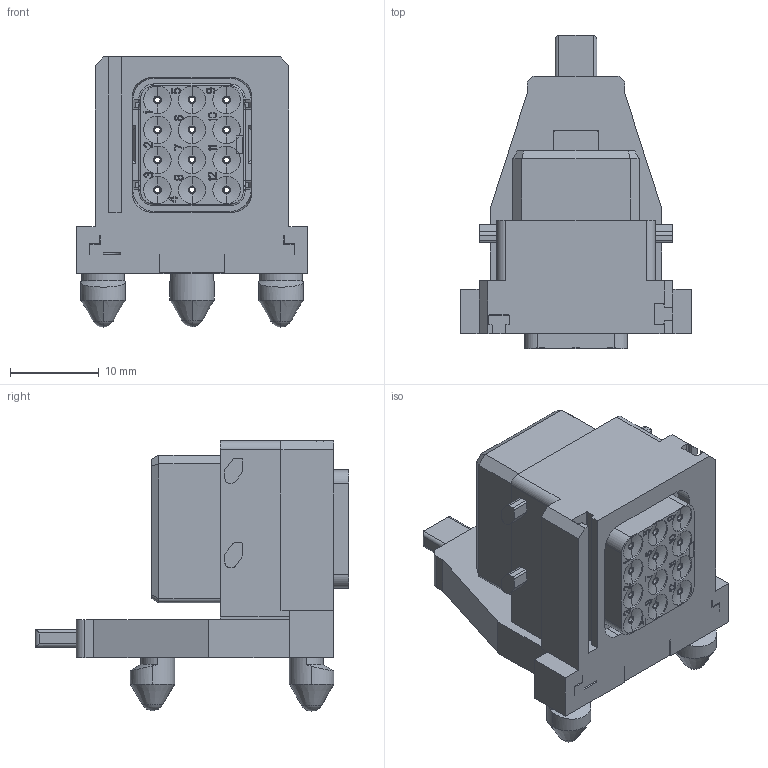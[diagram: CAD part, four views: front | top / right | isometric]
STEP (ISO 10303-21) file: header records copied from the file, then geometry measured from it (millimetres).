
FILE_DESCRIPTION((''),'2;1');
FILE_NAME('35599123000','2020-02-20T',('presta_be4'),(''),'CREO PARAMETRIC BY PTC INC, 2018360','CREO PARAMETRIC BY PTC INC, 2018360','');
FILE_SCHEMA(('CONFIG_CONTROL_DESIGN'));
Products named in the file (1): 35599123000
Bounding box: 26 x 35.29 x 30.4 mm (x, y, z)
Volume: 7212.1 mm3; surface area: 8923.3 mm2
Topology: 1 solids, 1 shells, 2677 faces, 6790 edges, 4236 vertices
Faces by surface type: plane 1486, cylinder 454, torus 352, cone 345, bspline 34, sphere 6
Entity records: 87297 total; most frequent: CARTESIAN_POINT 22417, ORIENTED_EDGE 13568, DIRECTION 13524, EDGE_CURVE 6784, AXIS2_PLACEMENT_3D 4624, VECTOR 4276, LINE 4276, VERTEX_POINT 4236
